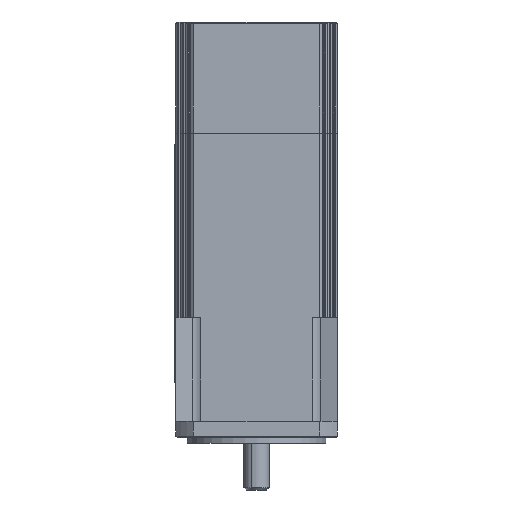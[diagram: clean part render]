
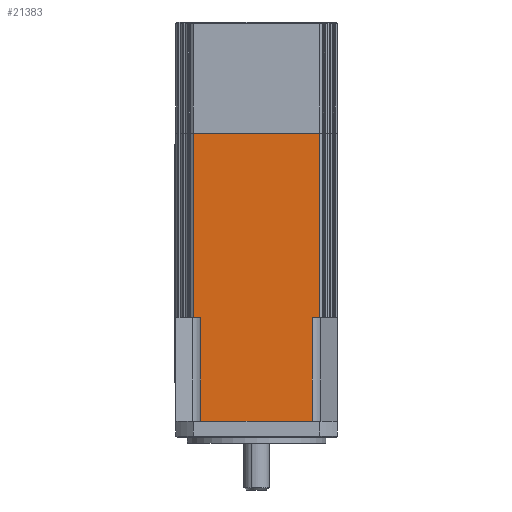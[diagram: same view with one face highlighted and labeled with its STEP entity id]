
A CAD part, front view. The second image highlights one B-rep face of the part: STEP entity #21383.
In plain terms, the highlighted planar face has unit normal (0, -1, 0).
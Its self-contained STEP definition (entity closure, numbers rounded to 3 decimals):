
#18689=CARTESIAN_POINT('',(27.482,-35.,45.0));
#18690=VERTEX_POINT('',#18689);
#18708=CARTESIAN_POINT('',(27.482,-35.,125.0));
#18709=VERTEX_POINT('',#18708);
#18717=CARTESIAN_POINT('',(27.482,-35.,45.0));
#18718=DIRECTION('',(0.0,0.0,1.0));
#18719=VECTOR('',#18718,80.0);
#18720=LINE('',#18717,#18719);
#18721=EDGE_CURVE('',#18690,#18709,#18720,.T.);
#21321=CARTESIAN_POINT('',(27.482,-35.,0.0));
#21322=DIRECTION('',(0.0,-1.0,0.0));
#21323=DIRECTION('',(0.0,0.0,-1.0));
#21324=AXIS2_PLACEMENT_3D('',#21321,#21322,#21323);
#21325=PLANE('',#21324);
#21326=CARTESIAN_POINT('',(24.249,-35.,0.0));
#21327=VERTEX_POINT('',#21326);
#21328=CARTESIAN_POINT('',(24.249,-35.,45.0));
#21329=VERTEX_POINT('',#21328);
#21330=CARTESIAN_POINT('',(24.249,-35.,0.0));
#21331=DIRECTION('',(0.0,0.0,1.0));
#21332=VECTOR('',#21331,45.0);
#21333=LINE('',#21330,#21332);
#21334=EDGE_CURVE('',#21327,#21329,#21333,.T.);
#21335=ORIENTED_EDGE('',*,*,#21334,.T.);
#21336=CARTESIAN_POINT('',(24.249,-35.,45.0));
#21337=DIRECTION('',(1.0,0.0,0.0));
#21338=VECTOR('',#21337,3.233);
#21339=LINE('',#21336,#21338);
#21340=EDGE_CURVE('',#21329,#18690,#21339,.T.);
#21341=ORIENTED_EDGE('',*,*,#21340,.T.);
#21342=ORIENTED_EDGE('',*,*,#18721,.T.);
#21343=CARTESIAN_POINT('',(-27.482,-35.,125.0));
#21344=VERTEX_POINT('',#21343);
#21345=CARTESIAN_POINT('',(27.482,-35.,125.0));
#21346=DIRECTION('',(-1.0,0.0,0.0));
#21347=VECTOR('',#21346,54.964);
#21348=LINE('',#21345,#21347);
#21349=EDGE_CURVE('',#18709,#21344,#21348,.T.);
#21350=ORIENTED_EDGE('',*,*,#21349,.T.);
#21351=CARTESIAN_POINT('',(-27.482,-35.,45.0));
#21352=VERTEX_POINT('',#21351);
#21353=CARTESIAN_POINT('',(-27.482,-35.,45.0));
#21354=DIRECTION('',(0.0,0.0,1.0));
#21355=VECTOR('',#21354,80.0);
#21356=LINE('',#21353,#21355);
#21357=EDGE_CURVE('',#21352,#21344,#21356,.T.);
#21358=ORIENTED_EDGE('',*,*,#21357,.F.);
#21359=CARTESIAN_POINT('',(-24.249,-35.,45.0));
#21360=VERTEX_POINT('',#21359);
#21361=CARTESIAN_POINT('',(-27.482,-35.,45.0));
#21362=DIRECTION('',(1.0,0.0,0.0));
#21363=VECTOR('',#21362,3.233);
#21364=LINE('',#21361,#21363);
#21365=EDGE_CURVE('',#21352,#21360,#21364,.T.);
#21366=ORIENTED_EDGE('',*,*,#21365,.T.);
#21367=CARTESIAN_POINT('',(-24.249,-35.,0.0));
#21368=VERTEX_POINT('',#21367);
#21369=CARTESIAN_POINT('',(-24.249,-35.,45.0));
#21370=DIRECTION('',(0.0,0.0,-1.0));
#21371=VECTOR('',#21370,45.0);
#21372=LINE('',#21369,#21371);
#21373=EDGE_CURVE('',#21360,#21368,#21372,.T.);
#21374=ORIENTED_EDGE('',*,*,#21373,.T.);
#21375=CARTESIAN_POINT('',(-24.249,-35.,0.0));
#21376=DIRECTION('',(1.0,0.0,0.0));
#21377=VECTOR('',#21376,48.498);
#21378=LINE('',#21375,#21377);
#21379=EDGE_CURVE('',#21368,#21327,#21378,.T.);
#21380=ORIENTED_EDGE('',*,*,#21379,.T.);
#21381=EDGE_LOOP('',(#21335,#21341,#21342,#21350,#21358,#21366,#21374,#21380));
#21382=FACE_OUTER_BOUND('',#21381,.T.);
#21383=ADVANCED_FACE('',(#21382),#21325,.T.);
